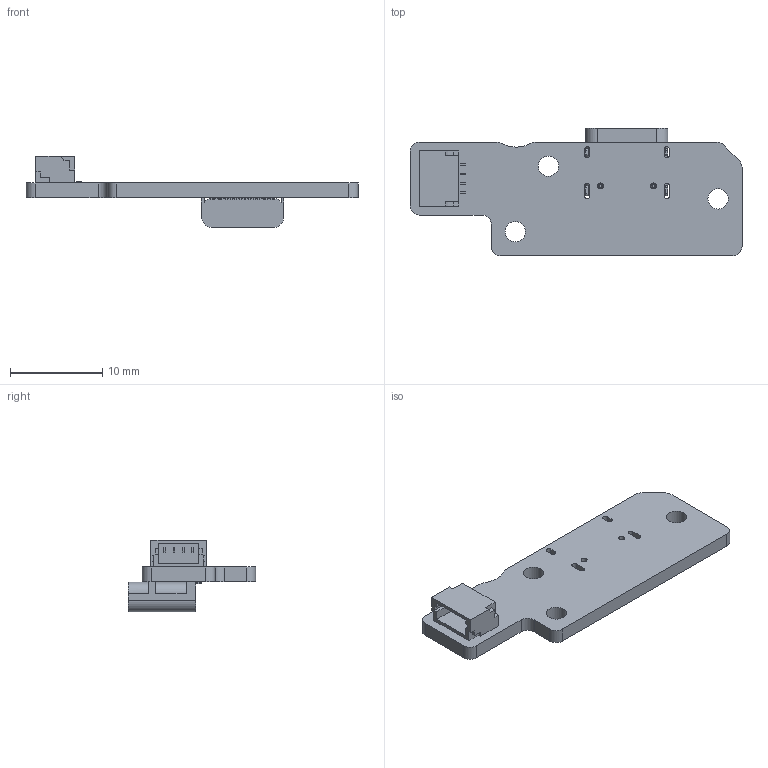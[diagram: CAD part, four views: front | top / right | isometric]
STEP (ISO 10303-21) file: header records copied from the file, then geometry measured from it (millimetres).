
FILE_DESCRIPTION(('KiCad electronic assembly'),'2;1');
FILE_NAME('Viendi2_daughterboard_USB.step','2022-05-12T20:01:26',( 'An Author'),('A Company'),'Open CASCADE STEP processor 6.9', 'KiCad to STEP converter','Unknown');
FILE_SCHEMA(('AUTOMOTIVE_DESIGN { 1 0 10303 214 1 1 1 1 }'));
Length unit declared in the file: millimetre
Products named in the file (6): Open CASCADE STEP translator 6.9 1; SM04B-SRSS-TB; SOLID; TYPE-C-31-M-12; COMPOUND
Assembly tree (5 placements, depth 3):
  Open CASCADE STEP translator 6.9 1
    SM04B-SRSS-TB
      SOLID
    TYPE-C-31-M-12
      SOLID
    COMPOUND
Bounding box: 36 x 13.8 x 7.76 mm (x, y, z)
Volume: 756.8 mm3; surface area: 1586.1 mm2
Topology: 3 solids, 3 shells, 266 faces, 731 edges, 480 vertices
Faces by surface type: plane 211, cylinder 45, cone 10
Full cylindrical faces by diameter (mm): 0.5 x2, 0.65 x2, 2.2 x3
Entity records: 20188 total; most frequent: CARTESIAN_POINT 4733, DIRECTION 2745, LINE 1911, VECTOR 1911, ORIENTED_EDGE 1462, PCURVE 1462, DEFINITIONAL_REPRESENTATION 1462, EDGE_CURVE 731
